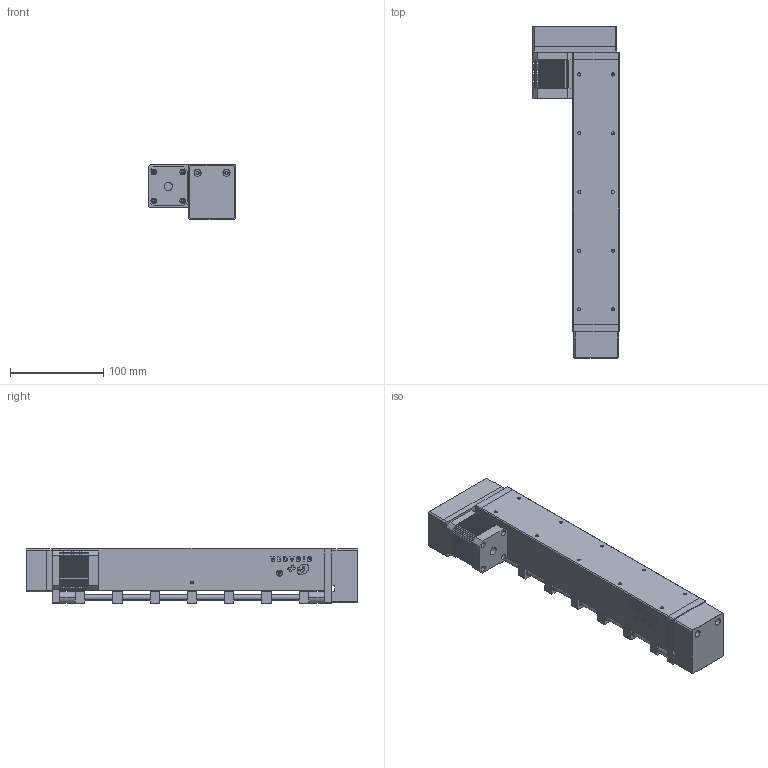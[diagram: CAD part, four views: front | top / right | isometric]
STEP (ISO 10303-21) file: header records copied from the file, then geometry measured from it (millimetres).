
FILE_DESCRIPTION (( 'STEP AP203' ), '1' );
FILE_NAME ('GPM507ZL3MN2.STEP', '2021-05-24T08:24:28', ( '微软用户' ), ( '微软中国' ), 'SwSTEP 2.0', 'SolidWorks 2016', '' );
FILE_SCHEMA (( 'CONFIG_CONTROL_DESIGN' ));
Length unit declared in the file: millimetre
Products named in the file (1): GPM507ZL3MN2
Bounding box: 93 x 356 x 60 mm (x, y, z)
Surface area: 136166 mm2 (no closed solid volume)
Topology: 0 solids, 134 shells, 996 faces, 3465 edges, 2578 vertices
Faces by surface type: cylinder 411, plane 398, cone 146, bspline 25, torus 16
Entity records: 39167 total; most frequent: CARTESIAN_POINT 9539, DIRECTION 6402, ORIENTED_EDGE 4925, EDGE_CURVE 3463, VERTEX_POINT 2578, AXIS2_PLACEMENT_3D 2213, VECTOR 1976, LINE 1976
